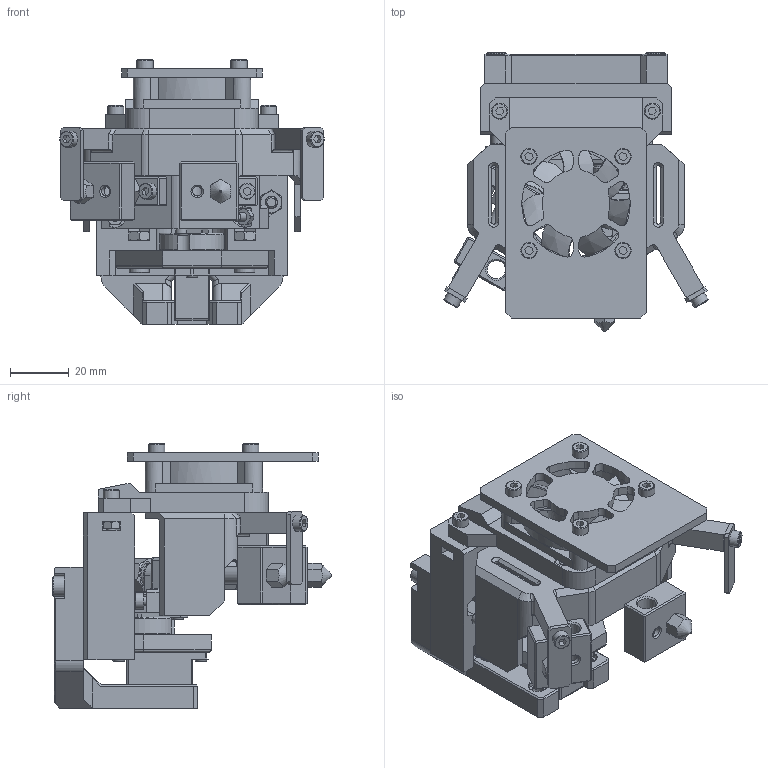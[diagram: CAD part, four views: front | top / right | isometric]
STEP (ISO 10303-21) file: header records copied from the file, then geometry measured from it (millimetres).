
FILE_DESCRIPTION(/* description */ (''),/* implementation_level */ '2;1');
FILE_NAME(/* name */ 'For i3 JT_Hotend_Double_Servo v8.step',/* time_stamp */ '2017-12-21T11:16:13+01:00',/* author */ (''),/* organization */ (''),/* preprocessor_version */ 'ST-DEVELOPER v16.13',/* originating_system */ 'Autodesk Translation Framework v6.5.0.72',/* authorisation */ '');
FILE_SCHEMA (('AUTOMOTIVE_DESIGN { 1 0 10303 214 3 1 1 }'));
Length unit declared in the file: millimetre
Products named in the file (35): For i3 JT_Hotend_Double_Servo; 002 CIERRE RODAMIENTO_Servo; SoporteServo; tuerca m-4; tornillo allen 912 4x10; tornillo allen 912 4x20; Deslizador; SOPORTE VENTILADOR_Servo (1); VENTILADOR 40x40 mm; SOPORTE VENTILADOR -ANCLAJE_Servo; SOPORTE VENTILADOR_Servo; HB PROTECTOR HOTEND METACRILATO; tornillo allen 912 3x20; Girador; SoporteHotend; RACOR M-5 4; HotEnd_Play; Hotend_barrel_30; HotEnd_Play_1; BASE AMARRE_Servo; tuerca m-6; Hotend_barrel_30_1; Heater Aluminium Makerbot; MK8 0; BARREL 30 mm; servoSG90; cuerpoSG90; giradorSG90; tornillo amarre; tornillo allen 912 3x15; tuerca m-3; tornillo allen 912 3x10; tornillo allen 912 3x10_mir; Cierre boquilla; Enlace X Carriage
Assembly tree (78 placements, depth 5):
  For i3 JT_Hotend_Double_Servo
    002 CIERRE RODAMIENTO_Servo
    SoporteServo
    tuerca m-4  x5
    tornillo allen 912 4x10  x2
    tornillo allen 912 4x20  x2
    tornillo allen 912 3x15  x4
    tuerca m-3  x6
    Deslizador
    tornillo amarre  x5
    SOPORTE VENTILADOR_Servo (1)
      VENTILADOR 40x40 mm
      SOPORTE VENTILADOR -ANCLAJE_Servo
      SOPORTE VENTILADOR_Servo
      HB PROTECTOR HOTEND METACRILATO
      tuerca m-3  x6
      tornillo allen 912 3x20  x4
      tornillo allen 912 3x10  x2
      Cierre boquilla
    Girador
      SoporteHotend
      RACOR M-5 4  x2
      tuerca m-3  x4
      tornillo allen 912 3x10  x2
      tornillo allen 912 3x10_mir  x2
      HotEnd_Play
        BASE AMARRE_Servo
        tuerca m-6
        Hotend_barrel_30
          Heater Aluminium Makerbot
          MK8 0
          BARREL 30 mm
      HotEnd_Play_1
        BASE AMARRE_Servo
        tuerca m-6
        Hotend_barrel_30_1
          Heater Aluminium Makerbot
          MK8 0
          BARREL 30 mm
    servoSG90
      cuerpoSG90
      giradorSG90
    tornillo allen 912 3x10
    tornillo allen 912 3x10_mir
    Cierre boquilla
    Enlace X Carriage
Bounding box: 90.1 x 94.97 x 90 mm (x, y, z)
Volume: 139700.1 mm3; surface area: 88070 mm2
Topology: 71 solids, 71 shells, 1948 faces, 5090 edges, 3368 vertices
Faces by surface type: plane 1075, cone 433, cylinder 357, bspline 45, torus 28, sphere 10
Full cylindrical faces by diameter (mm): 0.4 x2, 1 x4, 2 x9, 2.4 x2, 2.459 x16, 2.5 x5, 3 x18, 3.242 x7, 3.25 x2, 3.5 x26, 4 x22, 4.25 x2, 4.5 x3, 4.85 x1, 4.917 x4, 5 x11, 5.5 x16, 6 x10, 6.2 x2, 6.75 x4, 8 x4, 9 x3, 10 x2, 13.358 x1, 18 x1, 22 x1, 38 x1
Entity records: 36990 total; most frequent: CARTESIAN_POINT 7898, DIRECTION 5922, ORIENTED_EDGE 5786, EDGE_CURVE 2893, AXIS2_PLACEMENT_3D 2047, VERTEX_POINT 1904, LINE 1828, VECTOR 1828
